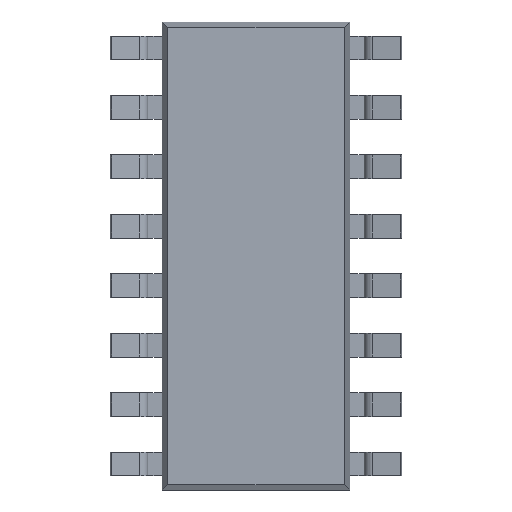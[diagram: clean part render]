
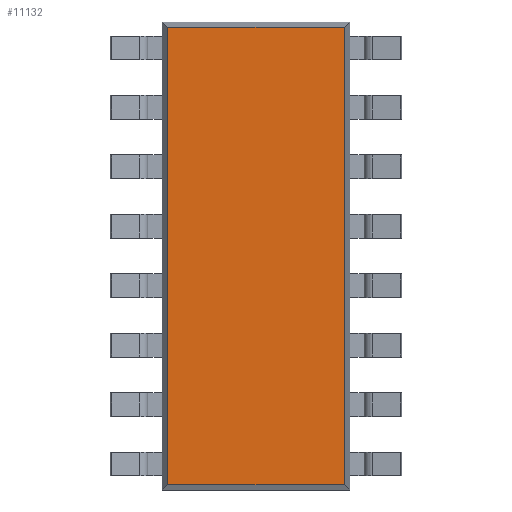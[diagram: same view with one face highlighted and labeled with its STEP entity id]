
A CAD part, front view. The second image highlights one B-rep face of the part: STEP entity #11132.
In plain terms, the highlighted planar face has unit normal (0, -1, 0).
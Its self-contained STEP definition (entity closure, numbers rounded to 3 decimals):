
#972=PLANE('',#11635);
#1599=FACE_OUTER_BOUND('',#2273,.T.);
#2273=EDGE_LOOP('',(#9376,#9377,#9378,#9379));
#3106=LINE('',#19244,#4206);
#3107=LINE('',#19246,#4207);
#3108=LINE('',#19248,#4208);
#3109=LINE('',#19249,#4209);
#4206=VECTOR('',#12848,1000.);
#4207=VECTOR('',#12849,1000.);
#4208=VECTOR('',#12850,1000.);
#4209=VECTOR('',#12851,1000.);
#5582=VERTEX_POINT('',#19242);
#5583=VERTEX_POINT('',#19243);
#5584=VERTEX_POINT('',#19245);
#5585=VERTEX_POINT('',#19247);
#6848=EDGE_CURVE('',#5582,#5583,#3106,.T.);
#6849=EDGE_CURVE('',#5584,#5583,#3107,.T.);
#6850=EDGE_CURVE('',#5585,#5584,#3108,.T.);
#6851=EDGE_CURVE('',#5585,#5582,#3109,.T.);
#9376=ORIENTED_EDGE('',*,*,#6848,.T.);
#9377=ORIENTED_EDGE('',*,*,#6849,.F.);
#9378=ORIENTED_EDGE('',*,*,#6850,.F.);
#9379=ORIENTED_EDGE('',*,*,#6851,.T.);
#11132=ADVANCED_FACE('',(#1599),#972,.F.);
#11635=AXIS2_PLACEMENT_3D('',#19241,#12846,#12847);
#12846=DIRECTION('center_axis',(0.,1.,0.));
#12847=DIRECTION('ref_axis',(0.,0.,1.));
#12848=DIRECTION('',(1.,0.,0.));
#12849=DIRECTION('',(0.,0.,-1.));
#12850=DIRECTION('',(1.,0.,0.));
#12851=DIRECTION('',(0.,0.,-1.));
#19241=CARTESIAN_POINT('Origin',(-2.,-0.75,5.));
#19242=CARTESIAN_POINT('',(-1.885,-0.75,-4.885));
#19243=CARTESIAN_POINT('',(1.885,-0.75,-4.885));
#19244=CARTESIAN_POINT('',(-2.,-0.75,-4.885));
#19245=CARTESIAN_POINT('',(1.885,-0.75,4.885));
#19246=CARTESIAN_POINT('',(1.885,-0.75,5.));
#19247=CARTESIAN_POINT('',(-1.885,-0.75,4.885));
#19248=CARTESIAN_POINT('',(-2.,-0.75,4.885));
#19249=CARTESIAN_POINT('',(-1.885,-0.75,5.));
